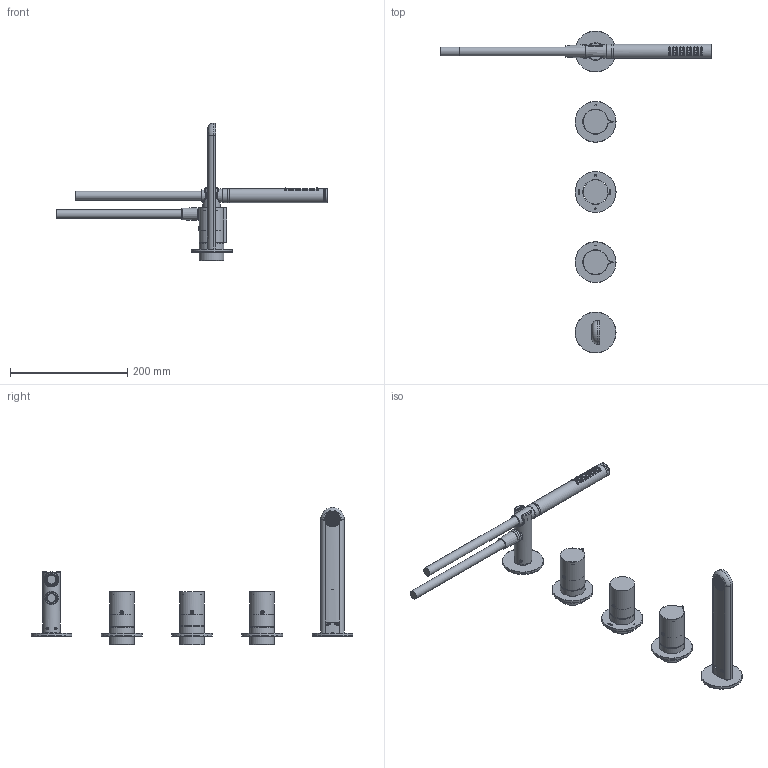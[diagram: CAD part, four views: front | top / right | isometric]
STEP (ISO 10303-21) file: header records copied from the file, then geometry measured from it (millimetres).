
FILE_DESCRIPTION(/* description */ ('Unknown'),/* implementation_level */ '2;1');
FILE_NAME(/* name */ 'GT7072-00',/* time_stamp */ '2026-02-19T11:18:56+01:00',/* author */ ('Unknown'),/* organization */ ('Unknown'),/* preprocessor_version */ 'ST-DEVELOPER v20',/* originating_system */ 'Solid Edge',/* authorisation */ 'Unknown');
FILE_SCHEMA (('FEATURE_BASED_PROCESS_PLANNING','TECHNICAL_DATA_PACKAGING','AP242_MANAGED_MODEL_BASED_3D_ENGINEERING_MIM_LF { 1 0 10303 442 3 1 4 }','AUTOMOTIVE_DESIGN {1 0 10303 214 3 1 1}'));
Length unit declared in the file: millimetre
Products named in the file (36): GT7072-00; GT7072-001_oa_0; CB095-16; BR0063-002_oa_1; 01.5511.0 for customer; GT105-03; GT105-FL70-00_oa_2; GT105-02; GT7072EXT-00_oa_3; CB7501-04; GT7501-01; AR015-00; AR354-00_oa_4; AR354-001_oa_5; AR354-01; A064038_12900ZZ; AR354-02; AR7501-001_oa_6; supporto_doccetta_023E.38.003_023E.38.003; Gruppo raccordo titanico_T1010671_BOM_oa_7; raccordi_uscita_T1010035_T1010035; Protezione supp docc_00G3.00.001_00G3.00.001; AR7001-02; GT7001-002_oa_8; GT7001-03; GT7068-002_oa_9; GT7068-05; GT7068-001_oa_10; GT7068-01; GT003-08; GT7068-04; GT7001-001_oa_11; GT7001-01; bottone inox_0083.38.325_0083.38.325; GT7068-002_oa_12; GT7068-001_oa_13
Assembly tree (43 placements, depth 5):
  GT7072-00
    GT7072-001_oa_0
      CB095-16  x2
      BR0063-002_oa_1
        01.5511.0 for customer
      GT105-03
    GT105-FL70-00_oa_2
      GT105-02
    GT7072EXT-00_oa_3
      CB7501-04  x2
      GT7501-01
      AR015-00  x2
      AR354-00_oa_4
        AR354-001_oa_5
          AR354-01
          A064038_12900ZZ
          AR354-02
      AR7501-001_oa_6
        supporto_doccetta_023E.38.003_023E.38.003
        Gruppo raccordo titanico_T1010671_BOM_oa_7
          raccordi_uscita_T1010035_T1010035
        Protezione supp docc_00G3.00.001_00G3.00.001
      AR7001-02
      GT7001-002_oa_8
        GT7001-03
      GT7068-002_oa_9
        GT7068-05
      GT7068-001_oa_10
        GT7068-01
        GT003-08
      GT7068-04  x2
      GT7001-001_oa_11
        GT7001-01
        bottone inox_0083.38.325_0083.38.325
        GT003-08
      GT7068-002_oa_12
        GT7068-05
      GT7068-001_oa_13
        GT7068-01
        GT003-08
Bounding box: 463.61 x 550 x 234.6 mm (x, y, z)
Volume: 474559 mm3; surface area: 251022.2 mm2
Topology: 29 solids, 30 shells, 6111 faces, 17091 edges, 11056 vertices
Faces by surface type: plane 4539, cylinder 808, bspline 334, torus 238, cone 154, sphere 38
Full cylindrical faces by diameter (mm): 0.8 x8, 1.8 x3, 2.5 x1, 3 x1, 3.2 x41, 3.242 x7, 4.134 x2, 4.5 x3, 5 x6, 5.5 x3, 6.3 x3, 7 x1, 7.5 x1, 9 x1, 10 x2, 10.2 x1, 11.5 x1, 12 x17, 12.5 x1, 13 x2, 15 x2, 16 x1, 16.5 x2, 16.7 x1, 17.5 x1, 17.8 x1, 18 x2, 18.5 x1, 18.6 x1, 18.65 x1
Entity records: 248267 total; most frequent: CARTESIAN_POINT 77827, ORIENTED_EDGE 31596, DIRECTION 20851, EDGE_CURVE 15798, VERTEX_POINT 10462, B_SPLINE_CURVE_WITH_KNOTS 7839, FACE_BOUND 7614, EDGE_LOOP 7597
